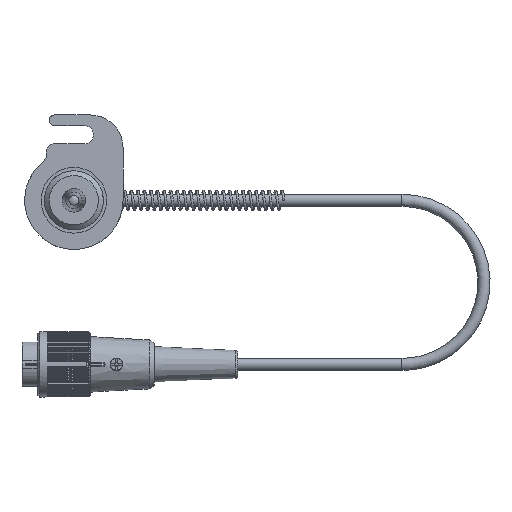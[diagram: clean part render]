
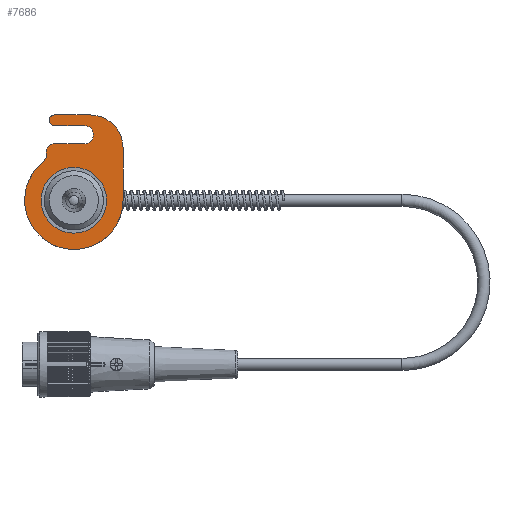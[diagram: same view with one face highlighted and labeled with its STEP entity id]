
A CAD part, left-side view. The second image highlights one B-rep face of the part: STEP entity #7686.
In plain terms, the highlighted planar face has unit normal (-1, 0, 0).
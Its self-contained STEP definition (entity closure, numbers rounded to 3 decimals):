
#694=LINE('',#17300,#1329);
#698=LINE('',#17312,#1333);
#702=LINE('',#17324,#1337);
#706=LINE('',#17336,#1341);
#710=LINE('',#17346,#1345);
#1329=VECTOR('',#10606,10.);
#1333=VECTOR('',#10618,10.);
#1337=VECTOR('',#10630,10.);
#1341=VECTOR('',#10642,10.);
#1345=VECTOR('',#10654,10.);
#1666=PLANE('',#8482);
#1734=FACE_BOUND('',#2618,.T.);
#2144=FACE_OUTER_BOUND('',#2617,.T.);
#2617=EDGE_LOOP('',(#6783,#6784,#6785,#6786,#6787,#6788,#6789,#6790,#6791,
#6792,#6793));
#2618=EDGE_LOOP('',(#6794));
#2995=CIRCLE('',#8448,10.);
#3001=CIRCLE('',#8460,15.);
#3003=CIRCLE('',#8463,2.5);
#3005=CIRCLE('',#8467,2.5);
#3007=CIRCLE('',#8471,2.75);
#3009=CIRCLE('',#8475,1.625);
#3011=CIRCLE('',#8479,10.);
#3690=VERTEX_POINT('',#17266);
#3696=VERTEX_POINT('',#17283);
#3698=VERTEX_POINT('',#17287);
#3700=VERTEX_POINT('',#17293);
#3702=VERTEX_POINT('',#17299);
#3704=VERTEX_POINT('',#17305);
#3706=VERTEX_POINT('',#17311);
#3708=VERTEX_POINT('',#17317);
#3710=VERTEX_POINT('',#17323);
#3712=VERTEX_POINT('',#17329);
#3714=VERTEX_POINT('',#17335);
#3716=VERTEX_POINT('',#17341);
#4710=EDGE_CURVE('',#3690,#3690,#2995,.T.);
#4718=EDGE_CURVE('',#3696,#3698,#3001,.T.);
#4720=EDGE_CURVE('',#3700,#3696,#3003,.T.);
#4723=EDGE_CURVE('',#3702,#3700,#694,.T.);
#4726=EDGE_CURVE('',#3704,#3702,#3005,.T.);
#4729=EDGE_CURVE('',#3706,#3704,#698,.T.);
#4732=EDGE_CURVE('',#3708,#3706,#3007,.T.);
#4735=EDGE_CURVE('',#3710,#3708,#702,.T.);
#4738=EDGE_CURVE('',#3712,#3710,#3009,.T.);
#4741=EDGE_CURVE('',#3714,#3712,#706,.T.);
#4744=EDGE_CURVE('',#3716,#3714,#3011,.T.);
#4747=EDGE_CURVE('',#3698,#3716,#710,.T.);
#6783=ORIENTED_EDGE('',*,*,#4747,.T.);
#6784=ORIENTED_EDGE('',*,*,#4744,.T.);
#6785=ORIENTED_EDGE('',*,*,#4741,.T.);
#6786=ORIENTED_EDGE('',*,*,#4738,.T.);
#6787=ORIENTED_EDGE('',*,*,#4735,.T.);
#6788=ORIENTED_EDGE('',*,*,#4732,.T.);
#6789=ORIENTED_EDGE('',*,*,#4729,.T.);
#6790=ORIENTED_EDGE('',*,*,#4726,.T.);
#6791=ORIENTED_EDGE('',*,*,#4723,.T.);
#6792=ORIENTED_EDGE('',*,*,#4720,.T.);
#6793=ORIENTED_EDGE('',*,*,#4718,.T.);
#6794=ORIENTED_EDGE('',*,*,#4710,.T.);
#7686=ADVANCED_FACE('',(#2144,#1734),#1666,.F.);
#8448=AXIS2_PLACEMENT_3D('',#17267,#10568,#10569);
#8460=AXIS2_PLACEMENT_3D('',#17289,#10594,#10595);
#8463=AXIS2_PLACEMENT_3D('',#17294,#10600,#10601);
#8467=AXIS2_PLACEMENT_3D('',#17306,#10612,#10613);
#8471=AXIS2_PLACEMENT_3D('',#17318,#10624,#10625);
#8475=AXIS2_PLACEMENT_3D('',#17330,#10636,#10637);
#8479=AXIS2_PLACEMENT_3D('',#17342,#10648,#10649);
#8482=AXIS2_PLACEMENT_3D('',#17348,#10657,#10658);
#10568=DIRECTION('center_axis',(1.,0.,0.));
#10569=DIRECTION('ref_axis',(0.,0.,
-1.));
#10594=DIRECTION('center_axis',(-1.,0.,0.));
#10595=DIRECTION('ref_axis',(0.,0.,
-1.));
#10600=DIRECTION('center_axis',(1.,0.,0.));
#10601=DIRECTION('ref_axis',(0.,1.,0.));
#10606=DIRECTION('',(0.,0.,-1.));
#10612=DIRECTION('center_axis',(-1.,0.,0.));
#10613=DIRECTION('ref_axis',(0.,1.,0.));
#10618=DIRECTION('',(0.,1.,0.));
#10624=DIRECTION('center_axis',(1.,0.,0.));
#10625=DIRECTION('ref_axis',(0.,0.,
-1.));
#10630=DIRECTION('',(0.,-1.,0.));
#10636=DIRECTION('center_axis',(-1.,0.,0.));
#10637=DIRECTION('ref_axis',(0.,0.,
-1.));
#10642=DIRECTION('',(0.,1.,0.));
#10648=DIRECTION('center_axis',(-1.,0.,0.));
#10649=DIRECTION('ref_axis',(0.,0.,
1.));
#10654=DIRECTION('',(0.,0.,1.));
#10657=DIRECTION('center_axis',(1.,0.,0.));
#10658=DIRECTION('ref_axis',(0.,1.,0.));
#17266=CARTESIAN_POINT('',(31.3,0.,10.046));
#17267=CARTESIAN_POINT('Origin',(31.3,0.,
0.046));
#17283=CARTESIAN_POINT('',(31.3,9.309,11.808));
#17287=CARTESIAN_POINT('',(31.3,-15.,0.046));
#17289=CARTESIAN_POINT('Origin',(31.3,0.,
0.046));
#17293=CARTESIAN_POINT('',(31.3,8.36,13.768));
#17294=CARTESIAN_POINT('Origin',(31.3,10.86,13.768));
#17299=CARTESIAN_POINT('',(31.3,8.36,14.796));
#17300=CARTESIAN_POINT('',(31.3,8.36,13.768));
#17305=CARTESIAN_POINT('',(31.3,5.86,17.296));
#17306=CARTESIAN_POINT('Origin',(31.3,5.86,14.796));
#17311=CARTESIAN_POINT('',(31.3,-3.25,17.296));
#17312=CARTESIAN_POINT('',(31.3,5.86,17.296));
#17317=CARTESIAN_POINT('',(31.3,-3.25,22.796));
#17318=CARTESIAN_POINT('Origin',(31.3,-3.25,20.046));
#17323=CARTESIAN_POINT('',(31.3,5.86,22.796));
#17324=CARTESIAN_POINT('',(31.3,-3.25,22.796));
#17329=CARTESIAN_POINT('',(31.3,5.86,26.046));
#17330=CARTESIAN_POINT('Origin',(31.3,5.86,24.421));
#17335=CARTESIAN_POINT('',(31.3,-5.,26.046));
#17336=CARTESIAN_POINT('',(31.3,5.86,26.046));
#17341=CARTESIAN_POINT('',(31.3,-15.,16.046));
#17342=CARTESIAN_POINT('Origin',(31.3,-5.,16.046));
#17346=CARTESIAN_POINT('',(31.3,-15.,16.046));
#17348=CARTESIAN_POINT('Origin',(31.3,-4.474,16.558));
